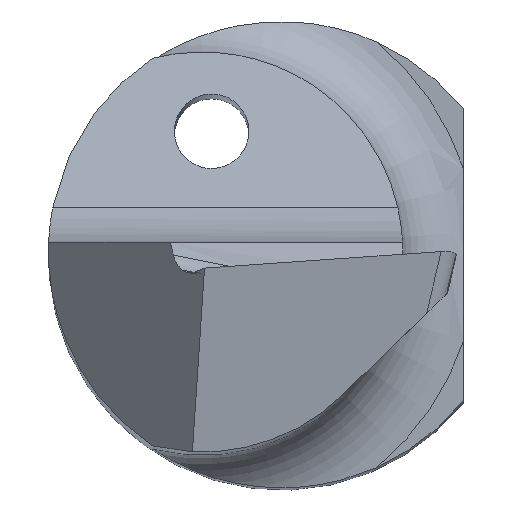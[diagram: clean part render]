
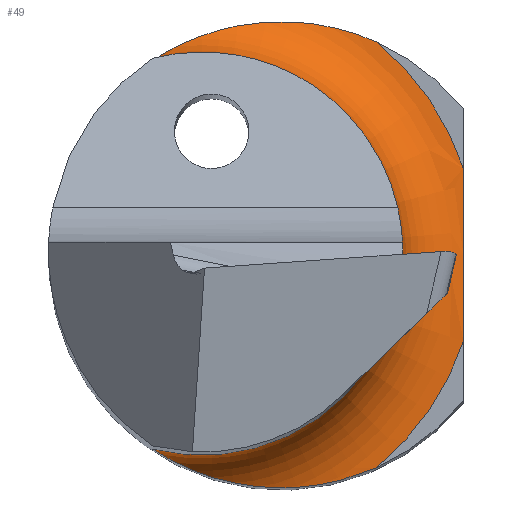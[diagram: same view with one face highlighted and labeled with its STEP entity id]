
A CAD part, top view. The second image highlights one B-rep face of the part: STEP entity #49.
In plain terms, the highlighted toroidal (fillet/blend) face has major radius 2.95 mm and minor radius 0.8 mm.
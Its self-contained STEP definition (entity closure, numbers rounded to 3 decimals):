
#1 = ORIENTED_EDGE ( 'NONE', *, *, #845, .F. ) ;
#8 = CARTESIAN_POINT ( 'NONE',  ( 1.95, -0.929, 15. ) ) ;
#14 = ORIENTED_EDGE ( 'NONE', *, *, #621, .F. ) ;
#20 = AXIS2_PLACEMENT_3D ( 'NONE', #786, #591, #724 ) ;
#49 = ADVANCED_FACE ( 'NONE', ( #276 ), #242, .F. ) ;
#53 = CARTESIAN_POINT ( 'NONE',  ( -1.161, 2.216, 15.43 ) ) ;
#65 = CARTESIAN_POINT ( 'NONE',  ( -1.068, 2.263, 15.373 ) ) ;
#67 = ORIENTED_EDGE ( 'NONE', *, *, #146, .F. ) ;
#74 = CARTESIAN_POINT ( 'NONE',  ( 1.95, 0.929, 15. ) ) ;
#99 = CARTESIAN_POINT ( 'NONE',  ( -1.312, -2.128, 15.585 ) ) ;
#103 = CARTESIAN_POINT ( 'NONE',  ( -0.769, -2.381, 15.236 ) ) ;
#115 = CARTESIAN_POINT ( 'NONE',  ( -1.068, -2.263, 15.372 ) ) ;
#119 = CARTESIAN_POINT ( 'NONE',  ( -1.365, 2.095, 15.684 ) ) ;
#138 = VERTEX_POINT ( 'NONE', #835 ) ;
#141 = CARTESIAN_POINT ( 'NONE',  ( 1.018, 2.284, 15. ) ) ;
#146 = EDGE_CURVE ( 'NONE', #212, #596, #156, .T. ) ;
#156 = CIRCLE ( 'NONE', #768, 2.95 ) ;
#171 = CIRCLE ( 'NONE', #650, 2.95 ) ;
#177 = CARTESIAN_POINT ( 'NONE',  ( 1.95, -0.929, 15. ) ) ;
#180 = CARTESIAN_POINT ( 'NONE',  ( -0.106, -2.5, 15.076 ) ) ;
#200 = CARTESIAN_POINT ( 'NONE',  ( -0.556, 2.44, 15.169 ) ) ;
#212 = VERTEX_POINT ( 'NONE', #141 ) ;
#223 = CARTESIAN_POINT ( 'NONE',  ( -0.85, 0., 15.8 ) ) ;
#228 = CARTESIAN_POINT ( 'NONE',  ( -0.447, 2.462, 15.142 ) ) ;
#235 = CARTESIAN_POINT ( 'NONE',  ( -1.382, 2.083, 15.8 ) ) ;
#242 = TOROIDAL_SURFACE ( 'NONE', #730, 2.95, 0.8 ) ;
#247 = DIRECTION ( 'NONE',  ( 1., 0., 0. ) ) ;
#257 = VERTEX_POINT ( 'NONE', #177 ) ;
#272 = CARTESIAN_POINT ( 'NONE',  ( 1.018, -2.284, 15. ) ) ;
#276 = FACE_OUTER_BOUND ( 'NONE', #610, .T. ) ;
#293 = EDGE_CURVE ( 'NONE', #257, #686, #171, .T. ) ;
#295 = ORIENTED_EDGE ( 'NONE', *, *, #293, .F. ) ;
#298 = CARTESIAN_POINT ( 'NONE',  ( -0.219, -2.493, 15.095 ) ) ;
#346 = EDGE_CURVE ( 'NONE', #686, #138, #554, .T. ) ;
#363 = CARTESIAN_POINT ( 'NONE',  ( -1.382, -2.083, 15.741 ) ) ;
#372 = VERTEX_POINT ( 'NONE', #235 ) ;
#376 = B_SPLINE_CURVE_WITH_KNOTS ( 'NONE', 3,
 ( #453, #718, #119, #383, #652, #53, #65, #586, #876, #200, #228, #774, #507, #584, #654, #728 ),
 .UNSPECIFIED., .F., .F.,
 ( 4, 2, 2, 2, 2, 2, 2, 4 ),
 ( 0., 0., 0., 0.001, 0.001, 0.001, 0.002, 0.003 ),
 .UNSPECIFIED. ) ;
#382 = CARTESIAN_POINT ( 'NONE',  ( -1.161, -2.216, 15.43 ) ) ;
#383 = CARTESIAN_POINT ( 'NONE',  ( -1.312, 2.128, 15.585 ) ) ;
#440 = CARTESIAN_POINT ( 'NONE',  ( -1.277, -2.15, 15.543 ) ) ;
#453 = CARTESIAN_POINT ( 'NONE',  ( -1.382, 2.083, 15.8 ) ) ;
#492 = DIRECTION ( 'NONE',  ( 0., 0., 1. ) ) ;
#507 = CARTESIAN_POINT ( 'NONE',  ( 0.123, 2.508, 15.043 ) ) ;
#509 = CARTESIAN_POINT ( 'NONE',  ( -0.443, -2.463, 15.141 ) ) ;
#512 = CARTESIAN_POINT ( 'NONE',  ( 0.583, -2.442, 15.007 ) ) ;
#517 = CARTESIAN_POINT ( 'NONE',  ( 0.123, -2.5, 15.046 ) ) ;
#519 = CARTESIAN_POINT ( 'NONE',  ( 0.24, -2.491, 15.034 ) ) ;
#552 = CARTESIAN_POINT ( 'NONE',  ( 1.95, 0.929, 15. ) ) ;
#554 = B_SPLINE_CURVE_WITH_KNOTS ( 'NONE', 3,
 ( #573, #576, #512, #519, #517, #180, #298, #509, #703, #103, #717, #115, #382, #440, #99, #863, #363, #776 ),
 .UNSPECIFIED., .F., .F.,
 ( 4, 2, 2, 2, 2, 2, 2, 2, 4 ),
 ( 0., 0.001, 0.001, 0.001, 0.002, 0.002, 0.002, 0.003, 0.003 ),
 .UNSPECIFIED. ) ;
#559 = DIRECTION ( 'NONE',  ( 0., 0., -1. ) ) ;
#573 = CARTESIAN_POINT ( 'NONE',  ( 1.018, -2.284, 15. ) ) ;
#576 = CARTESIAN_POINT ( 'NONE',  ( 0.804, -2.379, 15. ) ) ;
#584 = CARTESIAN_POINT ( 'NONE',  ( 0.578, 2.443, 15.007 ) ) ;
#586 = CARTESIAN_POINT ( 'NONE',  ( -0.874, 2.344, 15.276 ) ) ;
#591 = DIRECTION ( 'NONE',  ( 0., 0., 1. ) ) ;
#596 = VERTEX_POINT ( 'NONE', #74 ) ;
#610 = EDGE_LOOP ( 'NONE', ( #14, #67, #836, #1, #688, #295 ) ) ;
#621 = EDGE_CURVE ( 'NONE', #596, #257, #732, .T. ) ;
#650 = AXIS2_PLACEMENT_3D ( 'NONE', #849, #706, #247 ) ;
#652 = CARTESIAN_POINT ( 'NONE',  ( -1.277, 2.15, 15.543 ) ) ;
#654 = CARTESIAN_POINT ( 'NONE',  ( 0.805, 2.378, 15. ) ) ;
#684 = CARTESIAN_POINT ( 'NONE',  ( 1.95, 0.31, 15.014 ) ) ;
#685 = CARTESIAN_POINT ( 'NONE',  ( -0.85, 0., 15. ) ) ;
#686 = VERTEX_POINT ( 'NONE', #272 ) ;
#688 = ORIENTED_EDGE ( 'NONE', *, *, #346, .F. ) ;
#696 = CARTESIAN_POINT ( 'NONE',  ( 1.95, -0.619, 15. ) ) ;
#702 = CARTESIAN_POINT ( 'NONE',  ( 1.95, -0.31, 15.014 ) ) ;
#703 = CARTESIAN_POINT ( 'NONE',  ( -0.555, -2.44, 15.169 ) ) ;
#706 = DIRECTION ( 'NONE',  ( 0., 0., -1. ) ) ;
#717 = CARTESIAN_POINT ( 'NONE',  ( -0.872, -2.345, 15.275 ) ) ;
#718 = CARTESIAN_POINT ( 'NONE',  ( -1.382, 2.083, 15.741 ) ) ;
#724 = DIRECTION ( 'NONE',  ( 1., 0., 0. ) ) ;
#728 = CARTESIAN_POINT ( 'NONE',  ( 1.018, 2.284, 15. ) ) ;
#730 = AXIS2_PLACEMENT_3D ( 'NONE', #223, #492, #802 ) ;
#732 = B_SPLINE_CURVE_WITH_KNOTS ( 'NONE', 3,
 ( #552, #829, #684, #702, #696, #8 ),
 .UNSPECIFIED., .F., .F.,
 ( 4, 2, 4 ),
 ( 0., 0.001, 0.002 ),
 .UNSPECIFIED. ) ;
#760 = DIRECTION ( 'NONE',  ( 1., 0., 0. ) ) ;
#768 = AXIS2_PLACEMENT_3D ( 'NONE', #685, #559, #760 ) ;
#774 = CARTESIAN_POINT ( 'NONE',  ( -0.111, 2.508, 15.072 ) ) ;
#776 = CARTESIAN_POINT ( 'NONE',  ( -1.382, -2.083, 15.8 ) ) ;
#777 = EDGE_CURVE ( 'NONE', #372, #212, #376, .T. ) ;
#784 = CIRCLE ( 'NONE', #20, 2.15 ) ;
#786 = CARTESIAN_POINT ( 'NONE',  ( -0.85, 0., 15.8 ) ) ;
#802 = DIRECTION ( 'NONE',  ( 1., 0., 0. ) ) ;
#829 = CARTESIAN_POINT ( 'NONE',  ( 1.95, 0.619, 15. ) ) ;
#835 = CARTESIAN_POINT ( 'NONE',  ( -1.382, -2.083, 15.8 ) ) ;
#836 = ORIENTED_EDGE ( 'NONE', *, *, #777, .F. ) ;
#845 = EDGE_CURVE ( 'NONE', #138, #372, #784, .T. ) ;
#849 = CARTESIAN_POINT ( 'NONE',  ( -0.85, 0., 15. ) ) ;
#863 = CARTESIAN_POINT ( 'NONE',  ( -1.365, -2.095, 15.684 ) ) ;
#876 = CARTESIAN_POINT ( 'NONE',  ( -0.77, 2.381, 15.236 ) ) ;
